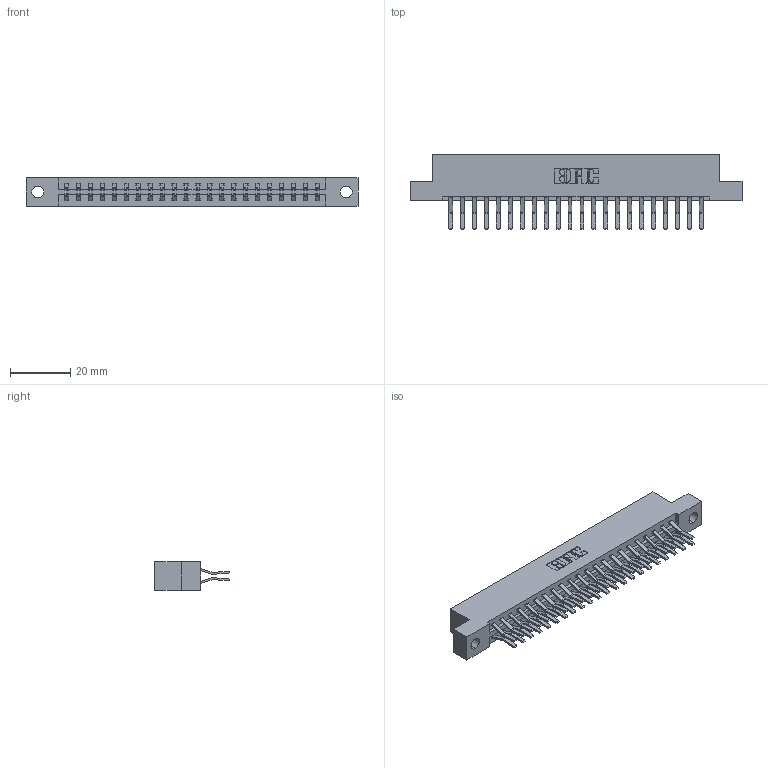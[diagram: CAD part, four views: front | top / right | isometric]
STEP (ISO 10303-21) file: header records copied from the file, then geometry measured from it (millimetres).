
FILE_DESCRIPTION (( 'STEP AP203' ), '1' );
FILE_NAME ('387-044-560-204.STEP', '2019-10-18T06:44:10', ( '' ), ( '' ), 'SwSTEP 2.0', 'SolidWorks 2016', '' );
FILE_SCHEMA (( 'CONFIG_CONTROL_DESIGN' ));
Length unit declared in the file: inch
Products named in the file (3): 345-292-001_560 Tail; 337 Part_Flush Mounting Lugs - 0.156 Dia-TH; 387-044-560-204
Assembly tree (45 placements, depth 2):
  387-044-560-204
    337 Part_Flush Mounting Lugs - 0.156 Dia-TH
    345-292-001_560 Tail  x44
Bounding box: 110.19 x 24.78 x 9.4 mm (x, y, z)
Volume: 11546.5 mm3; surface area: 13491.2 mm2
Topology: 45 solids, 45 shells, 2578 faces, 7659 edges, 5046 vertices
Faces by surface type: plane 1742, cylinder 836
Entity records: 19735 total; most frequent: CARTESIAN_POINT 3342, ORIENTED_EDGE 3278, DIRECTION 2883, EDGE_CURVE 1639, VECTOR 1507, LINE 1507, VERTEX_POINT 1090, AXIS2_PLACEMENT_3D 688
